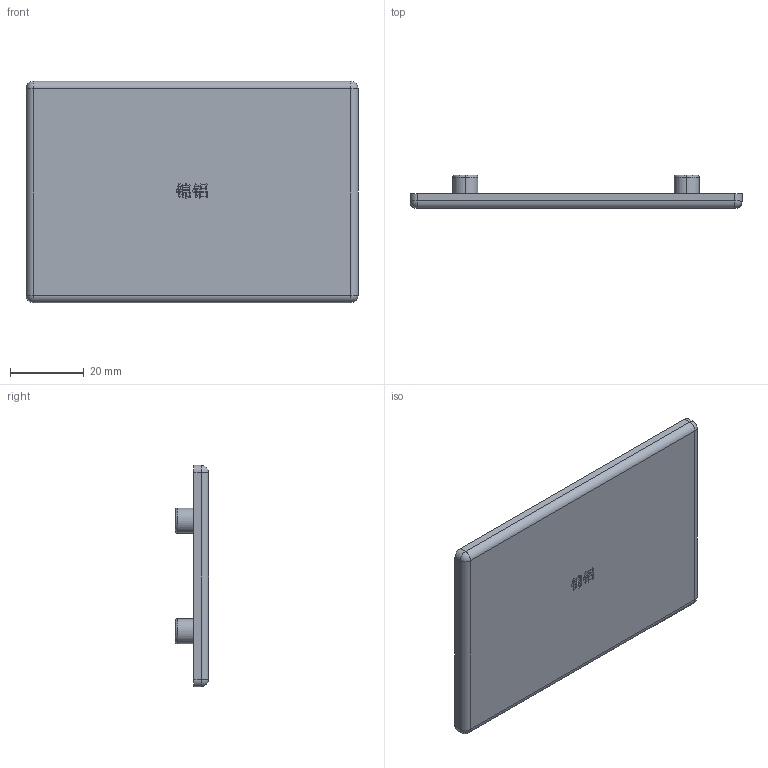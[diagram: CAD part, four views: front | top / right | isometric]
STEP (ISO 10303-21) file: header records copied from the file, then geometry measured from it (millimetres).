
FILE_DESCRIPTION (( 'STEP AP203' ), '1' );
FILE_NAME ('韁梓6090傷裔.STEP', '2019-07-31T05:36:26', ( 'User' ), ( 'China' ), 'SwSTEP 2.0', 'SolidWorks 2015', '' );
FILE_SCHEMA (( 'CONFIG_CONTROL_DESIGN' ));
Length unit declared in the file: millimetre
Products named in the file (1): 韁梓6090傷裔
Bounding box: 90 x 9 x 60 mm (x, y, z)
Volume: 8251.4 mm3; surface area: 13765.4 mm2
Topology: 1 solids, 1 shells, 209 faces, 551 edges, 358 vertices
Faces by surface type: plane 145, bspline 28, cylinder 24, torus 8, sphere 4
Entity records: 7314 total; most frequent: CARTESIAN_POINT 2223, ORIENTED_EDGE 1094, DIRECTION 919, EDGE_CURVE 547, LINE 427, VECTOR 427, VERTEX_POINT 358, AXIS2_PLACEMENT_3D 246
